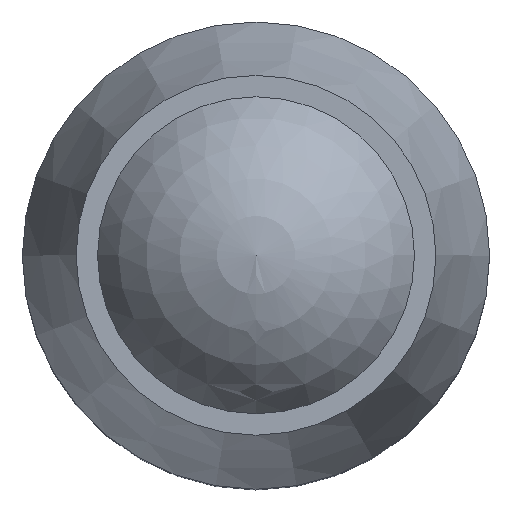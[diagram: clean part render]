
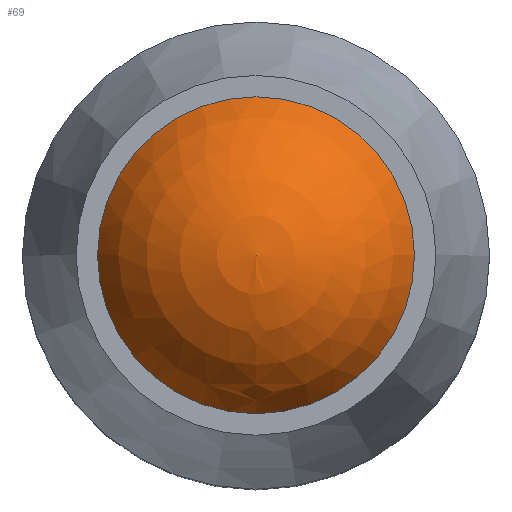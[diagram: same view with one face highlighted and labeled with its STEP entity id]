
A CAD part, top view. The second image highlights one B-rep face of the part: STEP entity #69.
In plain terms, the highlighted spherical face has radius 7.5 mm.
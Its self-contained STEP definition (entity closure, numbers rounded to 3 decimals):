
#69 = ADVANCED_FACE( '', ( #142, #143 ), #144, .T. );
#142 = FACE_BOUND( '', #213, .T. );
#143 = FACE_OUTER_BOUND( '', #214, .T. );
#144 = SPHERICAL_SURFACE( '', #215, 7.5 );
#213 = VERTEX_LOOP( '', #335 );
#214 = EDGE_LOOP( '', ( #336 ) );
#215 = AXIS2_PLACEMENT_3D( '', #337, #338, #339 );
#335 = VERTEX_POINT( '', #426 );
#336 = ORIENTED_EDGE( '', *, *, #386, .T. );
#337 = CARTESIAN_POINT( '', ( 0., 0., 24.5 ) );
#338 = DIRECTION( '', ( 0., 0., 1. ) );
#339 = DIRECTION( '', ( 0., -1., 0. ) );
#386 = EDGE_CURVE( '', #445, #445, #446, .T. );
#426 = CARTESIAN_POINT( '', ( 0., 0., 32. ) );
#445 = VERTEX_POINT( '', #524 );
#446 = CIRCLE( '', #525, 6.783 );
#524 = CARTESIAN_POINT( '', ( 6.783, 0., 27.7 ) );
#525 = AXIS2_PLACEMENT_3D( '', #620, #621, #622 );
#620 = CARTESIAN_POINT( '', ( 0., 0., 27.7 ) );
#621 = DIRECTION( '', ( 0., 0., 1. ) );
#622 = DIRECTION( '', ( 1., 0., 0. ) );
